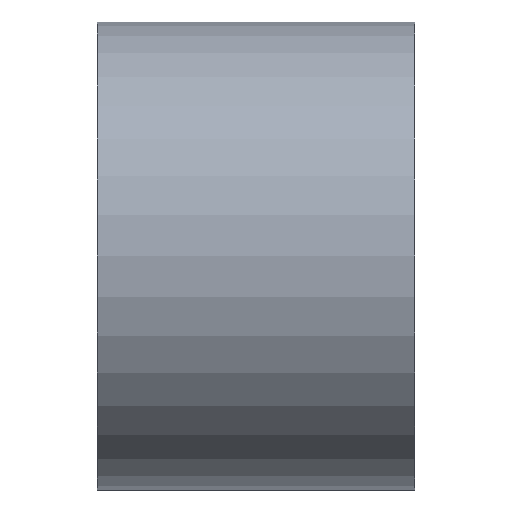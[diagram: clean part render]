
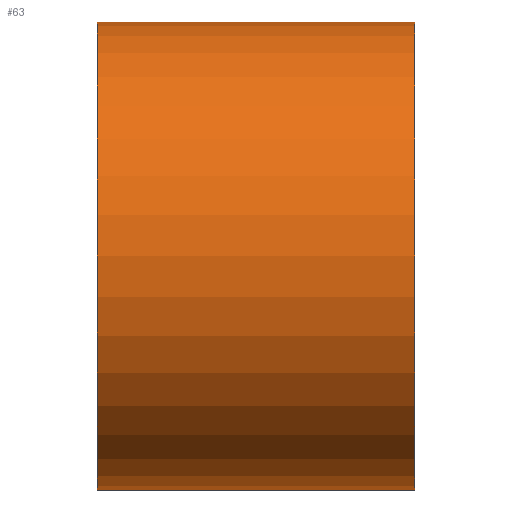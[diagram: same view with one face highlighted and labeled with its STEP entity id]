
A CAD part, left-side view. The second image highlights one B-rep face of the part: STEP entity #63.
In plain terms, the highlighted cylindrical face has radius 2.95 mm (diameter 5.9 mm), a partial arc.
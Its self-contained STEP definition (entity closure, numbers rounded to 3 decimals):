
#20 = CARTESIAN_POINT ( 'NONE',  ( 0., 4., 2.95 ) ) ;
#21 = DIRECTION ( 'NONE',  ( 0., -1., 0. ) ) ;
#22 = VECTOR ( 'NONE', #122, 1000. ) ;
#31 = DIRECTION ( 'NONE',  ( 0., 1., 0. ) ) ;
#35 = VERTEX_POINT ( 'NONE', #132 ) ;
#41 = DIRECTION ( 'NONE',  ( 0., 1., 0. ) ) ;
#49 = ORIENTED_EDGE ( 'NONE', *, *, #84, .T. ) ;
#52 = VECTOR ( 'NONE', #21, 1000. ) ;
#63 = ADVANCED_FACE ( 'NONE', ( #193 ), #230, .T. ) ;
#65 = ORIENTED_EDGE ( 'NONE', *, *, #208, .F. ) ;
#77 = CARTESIAN_POINT ( 'NONE',  ( 0., 4., 0. ) ) ;
#81 = VERTEX_POINT ( 'NONE', #129 ) ;
#84 = EDGE_CURVE ( 'NONE', #157, #35, #176, .T. ) ;
#100 = LINE ( 'NONE', #178, #52 ) ;
#109 = EDGE_CURVE ( 'NONE', #81, #157, #100, .T. ) ;
#110 = DIRECTION ( 'NONE',  ( 0., 0., 1. ) ) ;
#115 = ORIENTED_EDGE ( 'NONE', *, *, #228, .F. ) ;
#122 = DIRECTION ( 'NONE',  ( 0., -1., 0. ) ) ;
#129 = CARTESIAN_POINT ( 'NONE',  ( 0., 4., -2.95 ) ) ;
#132 = CARTESIAN_POINT ( 'NONE',  ( 0., 0., 2.95 ) ) ;
#139 = CARTESIAN_POINT ( 'NONE',  ( 0., 0., -2.95 ) ) ;
#140 = AXIS2_PLACEMENT_3D ( 'NONE', #77, #41, #159 ) ;
#148 = AXIS2_PLACEMENT_3D ( 'NONE', #175, #155, #229 ) ;
#150 = ORIENTED_EDGE ( 'NONE', *, *, #109, .T. ) ;
#152 = CIRCLE ( 'NONE', #140, 2.95 ) ;
#155 = DIRECTION ( 'NONE',  ( 0., -1., 0. ) ) ;
#157 = VERTEX_POINT ( 'NONE', #139 ) ;
#159 = DIRECTION ( 'NONE',  ( 0., 0., 1. ) ) ;
#175 = CARTESIAN_POINT ( 'NONE',  ( 0., 4., 0. ) ) ;
#176 = CIRCLE ( 'NONE', #185, 2.95 ) ;
#178 = CARTESIAN_POINT ( 'NONE',  ( 0., 4., -2.95 ) ) ;
#180 = CARTESIAN_POINT ( 'NONE',  ( 0., 4., 2.95 ) ) ;
#185 = AXIS2_PLACEMENT_3D ( 'NONE', #207, #31, #110 ) ;
#193 = FACE_OUTER_BOUND ( 'NONE', #237, .T. ) ;
#200 = LINE ( 'NONE', #180, #22 ) ;
#207 = CARTESIAN_POINT ( 'NONE',  ( 0., 0., 0. ) ) ;
#208 = EDGE_CURVE ( 'NONE', #81, #209, #152, .T. ) ;
#209 = VERTEX_POINT ( 'NONE', #20 ) ;
#228 = EDGE_CURVE ( 'NONE', #209, #35, #200, .T. ) ;
#229 = DIRECTION ( 'NONE',  ( 0., 0., -1. ) ) ;
#230 = CYLINDRICAL_SURFACE ( 'NONE', #148, 2.95 ) ;
#237 = EDGE_LOOP ( 'NONE', ( #115, #65, #150, #49 ) ) ;
